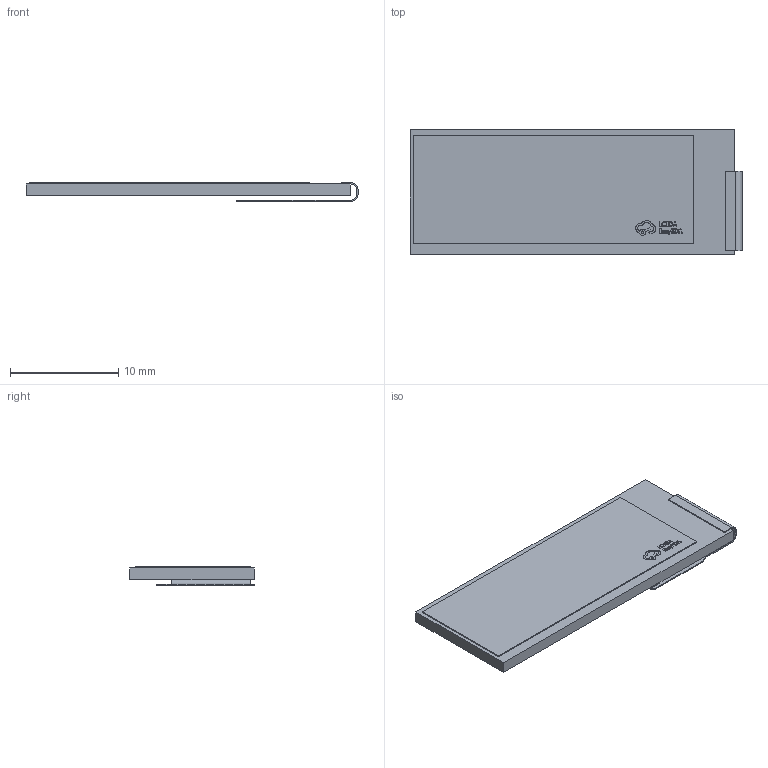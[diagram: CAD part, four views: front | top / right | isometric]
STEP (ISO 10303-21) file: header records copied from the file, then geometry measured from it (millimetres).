
FILE_DESCRIPTION (( 'STEP AP214' ), '1' );
FILE_NAME ('OLED-SMD_N091-2832TLBFG02-H14.STEP', '2024-07-24T07:58:25', ( 'PC' ), ( 'Microsoft' ), 'SwSTEP 2.0', 'SolidWorks 2020', '' );
FILE_SCHEMA (( 'AUTOMOTIVE_DESIGN' ));
Length unit declared in the file: millimetre
Products named in the file (1): OLED-SMD_N091-2832TLBFG02-H14
Bounding box: 30.7 x 11.5 x 1.71 mm (x, y, z)
Volume: 417 mm3; surface area: 1021.1 mm2
Topology: 15 solids, 15 shells, 382 faces, 1049 edges, 698 vertices
Faces by surface type: plane 274, bspline 98, cylinder 10
Entity records: 16891 total; most frequent: CARTESIAN_POINT 3436, ORIENTED_EDGE 2098, DIRECTION 1443, EDGE_CURVE 1049, VECTOR 825, LINE 825, VERTEX_POINT 698, EDGE_LOOP 399
